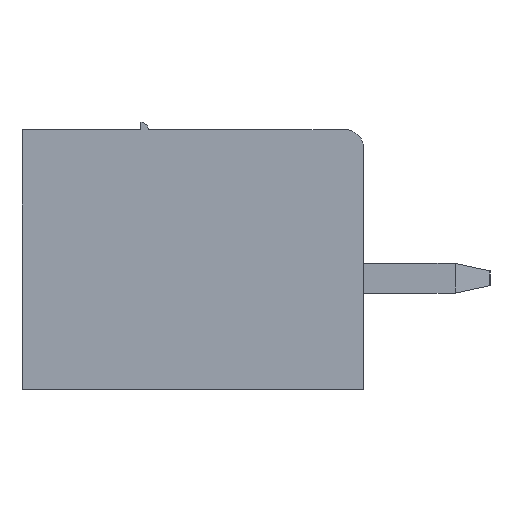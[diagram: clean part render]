
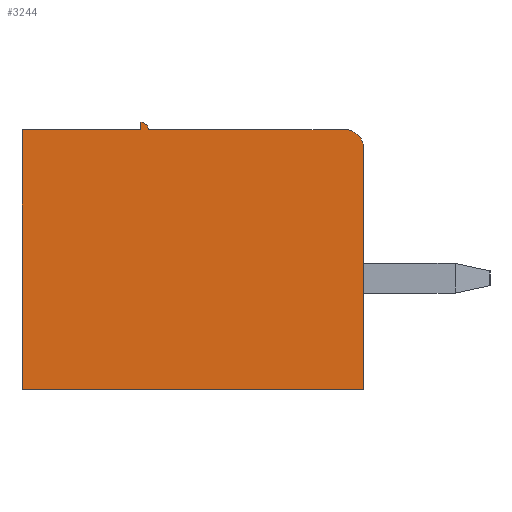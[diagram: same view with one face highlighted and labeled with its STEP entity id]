
A CAD part, left-side view. The second image highlights one B-rep face of the part: STEP entity #3244.
In plain terms, the highlighted planar face has unit normal (-1, 0, 0).
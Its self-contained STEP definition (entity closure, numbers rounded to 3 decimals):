
#205 = CARTESIAN_POINT ( 'NONE',  ( 0., 5.8, 7. ) ) ;
#1922 = PLANE ( 'NONE',  #5497 ) ;
#2004 = CARTESIAN_POINT ( 'NONE',  ( 0., 9.2, 0. ) ) ;
#3244 = ADVANCED_FACE ( 'NONE', ( #42725 ), #1922, .F. ) ;
#4172 = DIRECTION ( 'NONE',  ( 0., 0., 1. ) ) ;
#4675 = DIRECTION ( 'NONE',  ( 1., 0., 0. ) ) ;
#5497 = AXIS2_PLACEMENT_3D ( 'NONE', #25061, #4675, #15794 ) ;
#6192 = CIRCLE ( 'NONE', #9050, 0.2 ) ;
#6474 = CARTESIAN_POINT ( 'NONE',  ( 0., 9.2, 0. ) ) ;
#6507 = ORIENTED_EDGE ( 'NONE', *, *, #23467, .T. ) ;
#6792 = EDGE_CURVE ( 'NONE', #15457, #42580, #21356, .T. ) ;
#7002 = ORIENTED_EDGE ( 'NONE', *, *, #6792, .F. ) ;
#7335 = VERTEX_POINT ( 'NONE', #205 ) ;
#7351 = CARTESIAN_POINT ( 'NONE',  ( 0., 0.5, 6.5 ) ) ;
#8686 = CARTESIAN_POINT ( 'NONE',  ( 0., 9.2, 7. ) ) ;
#8832 = AXIS2_PLACEMENT_3D ( 'NONE', #7351, #11658, #14639 ) ;
#8900 = VERTEX_POINT ( 'NONE', #29377 ) ;
#9049 = ORIENTED_EDGE ( 'NONE', *, *, #38327, .T. ) ;
#9050 = AXIS2_PLACEMENT_3D ( 'NONE', #39428, #36941, #17013 ) ;
#9333 = VERTEX_POINT ( 'NONE', #25852 ) ;
#9379 = DIRECTION ( 'NONE',  ( 0., -1., 0. ) ) ;
#11658 = DIRECTION ( 'NONE',  ( -1., 0., 0. ) ) ;
#11679 = VECTOR ( 'NONE', #9379, 1000. ) ;
#14639 = DIRECTION ( 'NONE',  ( 0., 0., -1. ) ) ;
#15087 = EDGE_CURVE ( 'NONE', #9333, #17455, #17574, .T. ) ;
#15115 = ORIENTED_EDGE ( 'NONE', *, *, #15087, .T. ) ;
#15236 = EDGE_CURVE ( 'NONE', #7335, #17455, #39742, .T. ) ;
#15457 = VERTEX_POINT ( 'NONE', #2004 ) ;
#15794 = DIRECTION ( 'NONE',  ( 0., 0., -1. ) ) ;
#16513 = CARTESIAN_POINT ( 'NONE',  ( 0., 6., 7. ) ) ;
#16830 = LINE ( 'NONE', #20405, #25958 ) ;
#17013 = DIRECTION ( 'NONE',  ( 0., 0., 1. ) ) ;
#17048 = DIRECTION ( 'NONE',  ( 0., 0., 1. ) ) ;
#17455 = VERTEX_POINT ( 'NONE', #29223 ) ;
#17574 = CIRCLE ( 'NONE', #8832, 0.5 ) ;
#18026 = VECTOR ( 'NONE', #34927, 1000. ) ;
#19035 = VECTOR ( 'NONE', #36807, 1000. ) ;
#20405 = CARTESIAN_POINT ( 'NONE',  ( 0., 0., 7. ) ) ;
#21356 = LINE ( 'NONE', #35221, #37966 ) ;
#22325 = ORIENTED_EDGE ( 'NONE', *, *, #15236, .F. ) ;
#22758 = ORIENTED_EDGE ( 'NONE', *, *, #35007, .T. ) ;
#23422 = LINE ( 'NONE', #6474, #11679 ) ;
#23467 = EDGE_CURVE ( 'NONE', #8900, #9333, #16830, .T. ) ;
#24478 = LINE ( 'NONE', #38325, #18026 ) ;
#25061 = CARTESIAN_POINT ( 'NONE',  ( 0., 9.2, 7. ) ) ;
#25852 = CARTESIAN_POINT ( 'NONE',  ( 0., 0., 6.5 ) ) ;
#25958 = VECTOR ( 'NONE', #17048, 1000. ) ;
#28240 = ORIENTED_EDGE ( 'NONE', *, *, #28947, .F. ) ;
#28947 = EDGE_CURVE ( 'NONE', #42580, #37308, #24478, .T. ) ;
#29223 = CARTESIAN_POINT ( 'NONE',  ( 0., 0.5, 7. ) ) ;
#29377 = CARTESIAN_POINT ( 'NONE',  ( 0., 0., 0. ) ) ;
#29512 = CARTESIAN_POINT ( 'NONE',  ( 0., 9.2, 7. ) ) ;
#31343 = EDGE_CURVE ( 'NONE', #15457, #8900, #23422, .T. ) ;
#32188 = VERTEX_POINT ( 'NONE', #44302 ) ;
#34006 = CARTESIAN_POINT ( 'NONE',  ( 0., 6., 7. ) ) ;
#34927 = DIRECTION ( 'NONE',  ( 0., -1., 0. ) ) ;
#35007 = EDGE_CURVE ( 'NONE', #7335, #32188, #6192, .T. ) ;
#35221 = CARTESIAN_POINT ( 'NONE',  ( 0., 9.2, 7. ) ) ;
#36432 = DIRECTION ( 'NONE',  ( 0., 0., -1. ) ) ;
#36650 = LINE ( 'NONE', #16513, #40366 ) ;
#36807 = DIRECTION ( 'NONE',  ( 0., -1., 0. ) ) ;
#36941 = DIRECTION ( 'NONE',  ( -1., 0., 0. ) ) ;
#37308 = VERTEX_POINT ( 'NONE', #34006 ) ;
#37363 = EDGE_LOOP ( 'NONE', ( #6507, #15115, #22325, #22758, #9049, #28240, #7002, #37698 ) ) ;
#37698 = ORIENTED_EDGE ( 'NONE', *, *, #31343, .T. ) ;
#37966 = VECTOR ( 'NONE', #4172, 1000. ) ;
#38325 = CARTESIAN_POINT ( 'NONE',  ( 0., 9.2, 7. ) ) ;
#38327 = EDGE_CURVE ( 'NONE', #32188, #37308, #36650, .T. ) ;
#39428 = CARTESIAN_POINT ( 'NONE',  ( 0., 6., 7. ) ) ;
#39742 = LINE ( 'NONE', #8686, #19035 ) ;
#40366 = VECTOR ( 'NONE', #36432, 1000. ) ;
#42580 = VERTEX_POINT ( 'NONE', #29512 ) ;
#42725 = FACE_OUTER_BOUND ( 'NONE', #37363, .T. ) ;
#44302 = CARTESIAN_POINT ( 'NONE',  ( 0., 6., 7.2 ) ) ;
